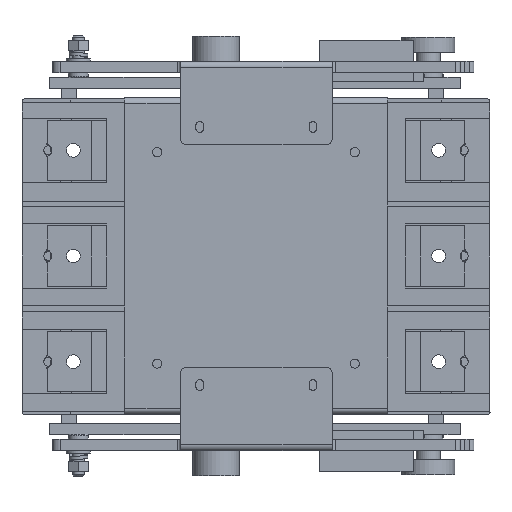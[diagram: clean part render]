
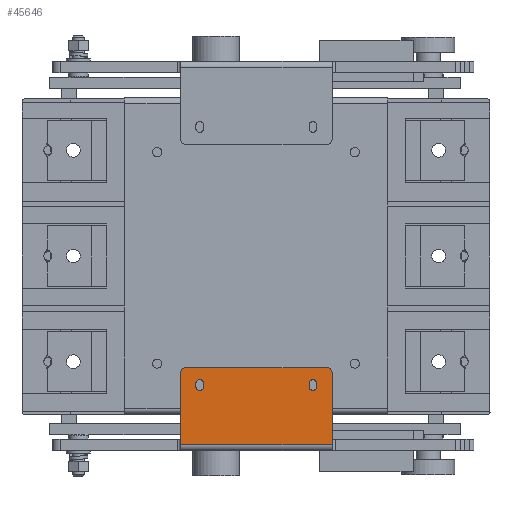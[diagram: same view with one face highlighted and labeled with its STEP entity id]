
A CAD part, front view. The second image highlights one B-rep face of the part: STEP entity #45646.
In plain terms, the highlighted planar face has unit normal (0, -1, 0).
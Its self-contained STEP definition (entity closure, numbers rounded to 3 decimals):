
#24 = DIRECTION ( 'NONE',  ( 0., -1., 0. ) ) ;
#199 = CARTESIAN_POINT ( 'NONE',  ( 174.5, 125.3, -68.568 ) ) ;
#884 = CARTESIAN_POINT ( 'NONE',  ( 176.5, 125.3, -68.568 ) ) ;
#1430 = CARTESIAN_POINT ( 'NONE',  ( 174.5, 125.3, -143.568 ) ) ;
#2081 = AXIS2_PLACEMENT_3D ( 'NONE', #16512, #24, #25691 ) ;
#2100 = VERTEX_POINT ( 'NONE', #7003 ) ;
#3261 = ORIENTED_EDGE ( 'NONE', *, *, #27684, .T. ) ;
#4278 = VERTEX_POINT ( 'NONE', #17623 ) ;
#4767 = LINE ( 'NONE', #21485, #24667 ) ;
#4989 = ORIENTED_EDGE ( 'NONE', *, *, #46221, .T. ) ;
#5412 = VERTEX_POINT ( 'NONE', #34699 ) ;
#5571 = ORIENTED_EDGE ( 'NONE', *, *, #16046, .F. ) ;
#6101 = DIRECTION ( 'NONE',  ( -1., 0., 0. ) ) ;
#6365 = ORIENTED_EDGE ( 'NONE', *, *, #12885, .F. ) ;
#7003 = CARTESIAN_POINT ( 'NONE',  ( 167.9, 125.3, -158.918 ) ) ;
#7607 = CIRCLE ( 'NONE', #20970, 4. ) ;
#7943 = EDGE_CURVE ( 'NONE', #34021, #22204, #20252, .T. ) ;
#8455 = DIRECTION ( 'NONE',  ( 0., 0., -1. ) ) ;
#9430 = VERTEX_POINT ( 'NONE', #42299 ) ;
#9444 = LINE ( 'NONE', #35086, #22732 ) ;
#9497 = VECTOR ( 'NONE', #23746, 1000. ) ;
#9538 = DIRECTION ( 'NONE',  ( 0., 0., -1. ) ) ;
#9802 = LINE ( 'NONE', #22909, #32233 ) ;
#10428 = VERTEX_POINT ( 'NONE', #37502 ) ;
#10591 = CARTESIAN_POINT ( 'NONE',  ( 215., 125.3, -381.201 ) ) ;
#10871 = EDGE_CURVE ( 'NONE', #4278, #13360, #28523, .T. ) ;
#12208 = ORIENTED_EDGE ( 'NONE', *, *, #22086, .F. ) ;
#12491 = LINE ( 'NONE', #199, #18212 ) ;
#12885 = EDGE_CURVE ( 'NONE', #22204, #5412, #37519, .T. ) ;
#13225 = EDGE_CURVE ( 'NONE', #44252, #10428, #31373, .T. ) ;
#13360 = VERTEX_POINT ( 'NONE', #884 ) ;
#13957 = LINE ( 'NONE', #10591, #31668 ) ;
#14465 = VECTOR ( 'NONE', #21341, 1000. ) ;
#15020 = DIRECTION ( 'NONE',  ( 0., -1., 0. ) ) ;
#15053 = DIRECTION ( 'NONE',  ( 0., 0., -1. ) ) ;
#15192 = DIRECTION ( 'NONE',  ( 0., -1., 0. ) ) ;
#15224 = EDGE_CURVE ( 'NONE', #13360, #44252, #12491, .T. ) ;
#15501 = DIRECTION ( 'NONE',  ( 0., -1., 0. ) ) ;
#15654 = CARTESIAN_POINT ( 'NONE',  ( 219.126, 125.3, -158.918 ) ) ;
#16046 = EDGE_CURVE ( 'NONE', #40458, #16350, #13957, .T. ) ;
#16133 = AXIS2_PLACEMENT_3D ( 'NONE', #49809, #15501, #32525 ) ;
#16350 = VERTEX_POINT ( 'NONE', #55195 ) ;
#16512 = CARTESIAN_POINT ( 'NONE',  ( 176.5, 125.3, -146.168 ) ) ;
#17291 = DIRECTION ( 'NONE',  ( 0., -1., 0. ) ) ;
#17623 = CARTESIAN_POINT ( 'NONE',  ( 176.5, 125.3, -73.768 ) ) ;
#17872 = CARTESIAN_POINT ( 'NONE',  ( 176.5, 125.3, -143.568 ) ) ;
#18212 = VECTOR ( 'NONE', #21977, 1000. ) ;
#18699 = CARTESIAN_POINT ( 'NONE',  ( 174.5, 125.3, -148.768 ) ) ;
#19221 = DIRECTION ( 'NONE',  ( 0., -1., 0. ) ) ;
#19399 = CARTESIAN_POINT ( 'NONE',  ( 163.9, 125.3, -62.418 ) ) ;
#19643 = AXIS2_PLACEMENT_3D ( 'NONE', #33751, #17291, #21454 ) ;
#19676 = FACE_OUTER_BOUND ( 'NONE', #36272, .T. ) ;
#19751 = CARTESIAN_POINT ( 'NONE',  ( 167.9, 125.3, -62.418 ) ) ;
#19776 = VERTEX_POINT ( 'NONE', #52436 ) ;
#20078 = ORIENTED_EDGE ( 'NONE', *, *, #25956, .T. ) ;
#20252 = CIRCLE ( 'NONE', #40726, 2.6 ) ;
#20970 = AXIS2_PLACEMENT_3D ( 'NONE', #43739, #15020, #6101 ) ;
#21341 = DIRECTION ( 'NONE',  ( 1., 0., 0. ) ) ;
#21454 = DIRECTION ( 'NONE',  ( 0., 0., -1. ) ) ;
#21485 = CARTESIAN_POINT ( 'NONE',  ( 176.5, 125.3, -73.768 ) ) ;
#21610 = CARTESIAN_POINT ( 'NONE',  ( 176.5, 125.3, -148.768 ) ) ;
#21977 = DIRECTION ( 'NONE',  ( -1., 0., 0. ) ) ;
#22063 = ORIENTED_EDGE ( 'NONE', *, *, #10871, .F. ) ;
#22086 = EDGE_CURVE ( 'NONE', #10428, #4278, #4767, .T. ) ;
#22204 = VERTEX_POINT ( 'NONE', #18699 ) ;
#22256 = VERTEX_POINT ( 'NONE', #17872 ) ;
#22732 = VECTOR ( 'NONE', #39555, 1000. ) ;
#22909 = CARTESIAN_POINT ( 'NONE',  ( 163.9, 125.3, -157.418 ) ) ;
#23634 = EDGE_LOOP ( 'NONE', ( #44403, #22063, #12208, #42818 ) ) ;
#23746 = DIRECTION ( 'NONE',  ( -1., 0., 0. ) ) ;
#23870 = FACE_BOUND ( 'NONE', #23634, .T. ) ;
#24009 = CARTESIAN_POINT ( 'NONE',  ( 174.5, 125.3, -143.568 ) ) ;
#24667 = VECTOR ( 'NONE', #51357, 1000. ) ;
#25691 = DIRECTION ( 'NONE',  ( 0., 0., -1. ) ) ;
#25956 = EDGE_CURVE ( 'NONE', #40458, #9430, #9444, .T. ) ;
#27684 = EDGE_CURVE ( 'NONE', #19776, #2100, #7607, .T. ) ;
#28472 = LINE ( 'NONE', #15654, #40692 ) ;
#28523 = CIRCLE ( 'NONE', #19643, 2.6 ) ;
#30126 = AXIS2_PLACEMENT_3D ( 'NONE', #19751, #19221, #44599 ) ;
#30641 = ORIENTED_EDGE ( 'NONE', *, *, #7943, .F. ) ;
#31373 = CIRCLE ( 'NONE', #33134, 2.6 ) ;
#31668 = VECTOR ( 'NONE', #15053, 1000. ) ;
#32233 = VECTOR ( 'NONE', #9538, 1000. ) ;
#32525 = DIRECTION ( 'NONE',  ( 0., 0., 1. ) ) ;
#33134 = AXIS2_PLACEMENT_3D ( 'NONE', #50313, #42194, #8455 ) ;
#33751 = CARTESIAN_POINT ( 'NONE',  ( 176.5, 125.3, -71.168 ) ) ;
#34021 = VERTEX_POINT ( 'NONE', #1430 ) ;
#34699 = CARTESIAN_POINT ( 'NONE',  ( 176.5, 125.3, -148.768 ) ) ;
#35086 = CARTESIAN_POINT ( 'NONE',  ( 171.826, 125.3, -58.418 ) ) ;
#35374 = EDGE_CURVE ( 'NONE', #2100, #16350, #28472, .T. ) ;
#35442 = EDGE_CURVE ( 'NONE', #22256, #34021, #45768, .T. ) ;
#36272 = EDGE_LOOP ( 'NONE', ( #52184, #5571, #20078, #42167, #4989, #3261 ) ) ;
#36897 = ORIENTED_EDGE ( 'NONE', *, *, #48799, .F. ) ;
#37502 = CARTESIAN_POINT ( 'NONE',  ( 174.5, 125.3, -73.768 ) ) ;
#37519 = LINE ( 'NONE', #21610, #14465 ) ;
#39479 = EDGE_LOOP ( 'NONE', ( #52306, #36897, #6365, #30641 ) ) ;
#39555 = DIRECTION ( 'NONE',  ( -1., 0., 0. ) ) ;
#40458 = VERTEX_POINT ( 'NONE', #47957 ) ;
#40692 = VECTOR ( 'NONE', #44656, 1000. ) ;
#40726 = AXIS2_PLACEMENT_3D ( 'NONE', #41119, #15192, #45055 ) ;
#40888 = FACE_BOUND ( 'NONE', #39479, .T. ) ;
#41119 = CARTESIAN_POINT ( 'NONE',  ( 174.5, 125.3, -146.168 ) ) ;
#42167 = ORIENTED_EDGE ( 'NONE', *, *, #43001, .T. ) ;
#42194 = DIRECTION ( 'NONE',  ( 0., -1., 0. ) ) ;
#42299 = CARTESIAN_POINT ( 'NONE',  ( 167.9, 125.3, -58.418 ) ) ;
#42818 = ORIENTED_EDGE ( 'NONE', *, *, #13225, .F. ) ;
#43001 = EDGE_CURVE ( 'NONE', #9430, #48122, #54199, .T. ) ;
#43050 = CIRCLE ( 'NONE', #2081, 2.6 ) ;
#43739 = CARTESIAN_POINT ( 'NONE',  ( 167.9, 125.3, -154.918 ) ) ;
#44252 = VERTEX_POINT ( 'NONE', #52060 ) ;
#44403 = ORIENTED_EDGE ( 'NONE', *, *, #15224, .F. ) ;
#44599 = DIRECTION ( 'NONE',  ( -1., 0., 0. ) ) ;
#44656 = DIRECTION ( 'NONE',  ( 1., 0., 0. ) ) ;
#45055 = DIRECTION ( 'NONE',  ( 0., 0., -1. ) ) ;
#45646 = ADVANCED_FACE ( 'NONE', ( #23870, #40888, #19676 ), #53719, .T. ) ;
#45768 = LINE ( 'NONE', #24009, #9497 ) ;
#46221 = EDGE_CURVE ( 'NONE', #48122, #19776, #9802, .T. ) ;
#47957 = CARTESIAN_POINT ( 'NONE',  ( 215., 125.3, -58.418 ) ) ;
#48122 = VERTEX_POINT ( 'NONE', #19399 ) ;
#48799 = EDGE_CURVE ( 'NONE', #5412, #22256, #43050, .T. ) ;
#49809 = CARTESIAN_POINT ( 'NONE',  ( 378.126, 125.3, -78.854 ) ) ;
#50313 = CARTESIAN_POINT ( 'NONE',  ( 174.5, 125.3, -71.168 ) ) ;
#51357 = DIRECTION ( 'NONE',  ( 1., 0., 0. ) ) ;
#52060 = CARTESIAN_POINT ( 'NONE',  ( 174.5, 125.3, -68.568 ) ) ;
#52184 = ORIENTED_EDGE ( 'NONE', *, *, #35374, .T. ) ;
#52306 = ORIENTED_EDGE ( 'NONE', *, *, #35442, .F. ) ;
#52436 = CARTESIAN_POINT ( 'NONE',  ( 163.9, 125.3, -154.918 ) ) ;
#53719 = PLANE ( 'NONE',  #16133 ) ;
#54199 = CIRCLE ( 'NONE', #30126, 4. ) ;
#55195 = CARTESIAN_POINT ( 'NONE',  ( 215., 125.3, -158.918 ) ) ;
